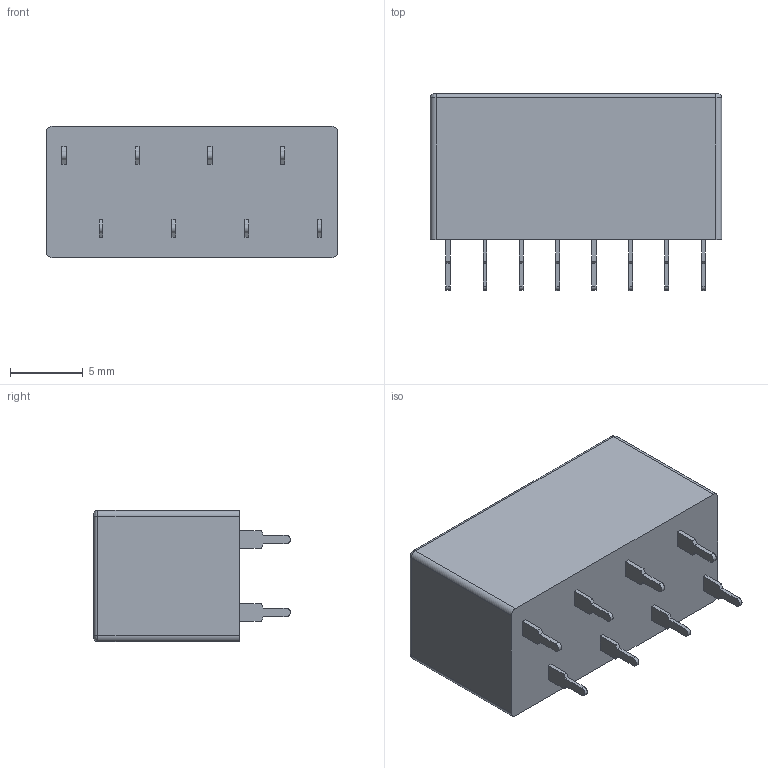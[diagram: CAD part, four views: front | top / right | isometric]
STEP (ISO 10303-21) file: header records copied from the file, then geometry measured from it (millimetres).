
FILE_DESCRIPTION((''),'2;1');
FILE_NAME('CMF-RQ','2012-10-23T',('ryans'),(''),'PRO/ENGINEER BY PARAMETRIC TECHNOLOGY CORPORATION, 2010100','PRO/ENGINEER BY PARAMETRIC TECHNOLOGY CORPORATION, 2010100','');
FILE_SCHEMA(('CONFIG_CONTROL_DESIGN'));
Length unit declared in the file: millimetre
Products named in the file (1): CMF-RQ
Bounding box: 20 x 13.5 x 9 mm (x, y, z)
Volume: 1804 mm3; surface area: 987.5 mm2
Topology: 1 solids, 1 shells, 90 faces, 232 edges, 152 vertices
Faces by surface type: plane 70, cylinder 16, bspline 4
Entity records: 2790 total; most frequent: CARTESIAN_POINT 534, ORIENTED_EDGE 464, DIRECTION 440, EDGE_CURVE 232, VECTOR 196, LINE 196, VERTEX_POINT 152, AXIS2_PLACEMENT_3D 122
